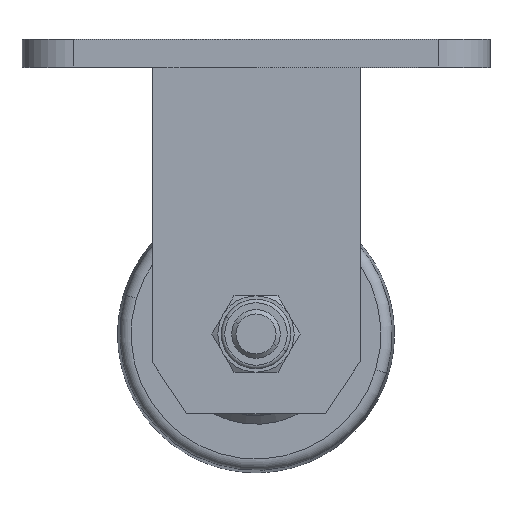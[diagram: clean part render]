
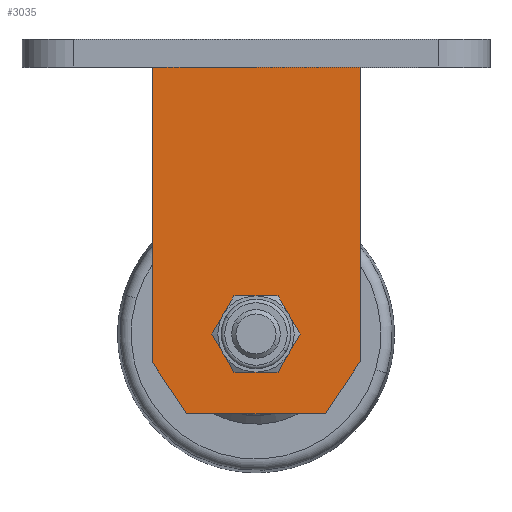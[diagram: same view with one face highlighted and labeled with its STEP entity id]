
A CAD part, top view. The second image highlights one B-rep face of the part: STEP entity #3035.
In plain terms, the highlighted planar face has unit normal (0, 0, 1).
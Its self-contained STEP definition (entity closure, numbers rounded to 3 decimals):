
#27 = AXIS2_PLACEMENT_3D ( 'NONE', #5749, #6281, #4721 ) ;
#231 = PLANE ( 'NONE',  #2661 ) ;
#278 = CARTESIAN_POINT ( 'NONE',  ( 7.25, -85., 35.5 ) ) ;
#366 = VERTEX_POINT ( 'NONE', #6023 ) ;
#747 = EDGE_CURVE ( 'NONE', #366, #3575, #761, .T. ) ;
#752 = VECTOR ( 'NONE', #3828, 1000. ) ;
#761 = LINE ( 'NONE', #3786, #752 ) ;
#1113 = ORIENTED_EDGE ( 'NONE', *, *, #4855, .F. ) ;
#1300 = CARTESIAN_POINT ( 'NONE',  ( -30., -8., 35.5 ) ) ;
#1454 = VERTEX_POINT ( 'NONE', #6786 ) ;
#1572 = VERTEX_POINT ( 'NONE', #2999 ) ;
#1658 = LINE ( 'NONE', #5943, #6514 ) ;
#1725 = DIRECTION ( 'NONE',  ( 0.555, 0.832, 0. ) ) ;
#1763 = CARTESIAN_POINT ( 'NONE',  ( 20., -108., 35.5 ) ) ;
#1765 = ORIENTED_EDGE ( 'NONE', *, *, #747, .T. ) ;
#1988 = LINE ( 'NONE', #2537, #6032 ) ;
#2012 = DIRECTION ( 'NONE',  ( 0., 1., 0. ) ) ;
#2356 = EDGE_CURVE ( 'NONE', #4703, #366, #2847, .T. ) ;
#2537 = CARTESIAN_POINT ( 'NONE',  ( -30., -108., 35.5 ) ) ;
#2661 = AXIS2_PLACEMENT_3D ( 'NONE', #6006, #2873, #4448 ) ;
#2805 = DIRECTION ( 'NONE',  ( 0.555, -0.832, 0. ) ) ;
#2847 = LINE ( 'NONE', #3089, #4805 ) ;
#2873 = DIRECTION ( 'NONE',  ( 0., 0., -1. ) ) ;
#2999 = CARTESIAN_POINT ( 'NONE',  ( -30., -93., 35.5 ) ) ;
#3035 = ADVANCED_FACE ( 'NONE', ( #4415, #4577 ), #231, .F. ) ;
#3089 = CARTESIAN_POINT ( 'NONE',  ( 30., -108., 35.5 ) ) ;
#3148 = EDGE_CURVE ( 'NONE', #1572, #3575, #3767, .T. ) ;
#3327 = EDGE_CURVE ( 'NONE', #1454, #4703, #3928, .T. ) ;
#3529 = DIRECTION ( 'NONE',  ( 1., 0., 0. ) ) ;
#3570 = CARTESIAN_POINT ( 'NONE',  ( 0., -85., 35.5 ) ) ;
#3575 = VERTEX_POINT ( 'NONE', #1300 ) ;
#3605 = ORIENTED_EDGE ( 'NONE', *, *, #6799, .T. ) ;
#3767 = LINE ( 'NONE', #6660, #5053 ) ;
#3786 = CARTESIAN_POINT ( 'NONE',  ( -30., -8., 35.5 ) ) ;
#3828 = DIRECTION ( 'NONE',  ( -1., 0., 0. ) ) ;
#3835 = CARTESIAN_POINT ( 'NONE',  ( 30., -93., 35.5 ) ) ;
#3928 = LINE ( 'NONE', #1763, #5549 ) ;
#3983 = CARTESIAN_POINT ( 'NONE',  ( -20., -108., 35.5 ) ) ;
#4387 = ORIENTED_EDGE ( 'NONE', *, *, #3148, .F. ) ;
#4415 = FACE_BOUND ( 'NONE', #6534, .T. ) ;
#4448 = DIRECTION ( 'NONE',  ( -1., 0., 0. ) ) ;
#4469 = ORIENTED_EDGE ( 'NONE', *, *, #6005, .F. ) ;
#4577 = FACE_OUTER_BOUND ( 'NONE', #4953, .T. ) ;
#4703 = VERTEX_POINT ( 'NONE', #3835 ) ;
#4721 = DIRECTION ( 'NONE',  ( 1., 0., 0. ) ) ;
#4805 = VECTOR ( 'NONE', #2012, 1000. ) ;
#4855 = EDGE_CURVE ( 'NONE', #5685, #6305, #5563, .T. ) ;
#4953 = EDGE_LOOP ( 'NONE', ( #4469, #6065, #6464, #1765, #4387, #3605 ) ) ;
#5053 = VECTOR ( 'NONE', #6350, 1000. ) ;
#5160 = DIRECTION ( 'NONE',  ( 0., 0., 1. ) ) ;
#5166 = DIRECTION ( 'NONE',  ( -1., 0., 0. ) ) ;
#5537 = CARTESIAN_POINT ( 'NONE',  ( -7.25, -85., 35.5 ) ) ;
#5549 = VECTOR ( 'NONE', #1725, 1000. ) ;
#5553 = AXIS2_PLACEMENT_3D ( 'NONE', #3570, #5160, #3529 ) ;
#5563 = CIRCLE ( 'NONE', #5553, 7.25 ) ;
#5685 = VERTEX_POINT ( 'NONE', #278 ) ;
#5749 = CARTESIAN_POINT ( 'NONE',  ( 0., -85., 35.5 ) ) ;
#5863 = VERTEX_POINT ( 'NONE', #3983 ) ;
#5943 = CARTESIAN_POINT ( 'NONE',  ( -20., -108., 35.5 ) ) ;
#5952 = EDGE_CURVE ( 'NONE', #6305, #5685, #6703, .T. ) ;
#6005 = EDGE_CURVE ( 'NONE', #1454, #5863, #1988, .T. ) ;
#6006 = CARTESIAN_POINT ( 'NONE',  ( -30., -108., 35.5 ) ) ;
#6023 = CARTESIAN_POINT ( 'NONE',  ( 30., -8., 35.5 ) ) ;
#6032 = VECTOR ( 'NONE', #5166, 1000. ) ;
#6065 = ORIENTED_EDGE ( 'NONE', *, *, #3327, .T. ) ;
#6118 = ORIENTED_EDGE ( 'NONE', *, *, #5952, .F. ) ;
#6281 = DIRECTION ( 'NONE',  ( 0., 0., 1. ) ) ;
#6305 = VERTEX_POINT ( 'NONE', #5537 ) ;
#6350 = DIRECTION ( 'NONE',  ( 0., 1., 0. ) ) ;
#6464 = ORIENTED_EDGE ( 'NONE', *, *, #2356, .T. ) ;
#6514 = VECTOR ( 'NONE', #2805, 1000. ) ;
#6534 = EDGE_LOOP ( 'NONE', ( #1113, #6118 ) ) ;
#6660 = CARTESIAN_POINT ( 'NONE',  ( -30., -108., 35.5 ) ) ;
#6703 = CIRCLE ( 'NONE', #27, 7.25 ) ;
#6786 = CARTESIAN_POINT ( 'NONE',  ( 20., -108., 35.5 ) ) ;
#6799 = EDGE_CURVE ( 'NONE', #1572, #5863, #1658, .T. ) ;
